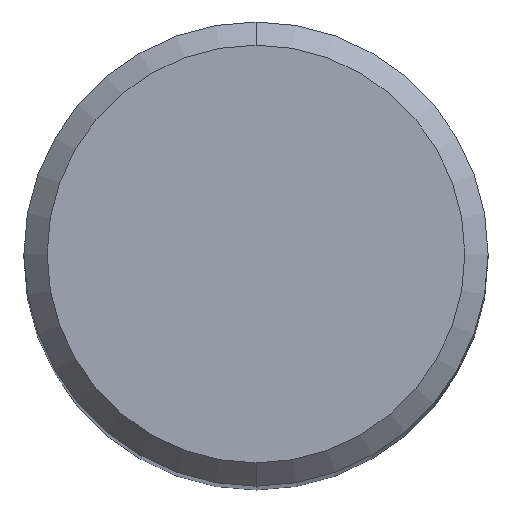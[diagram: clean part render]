
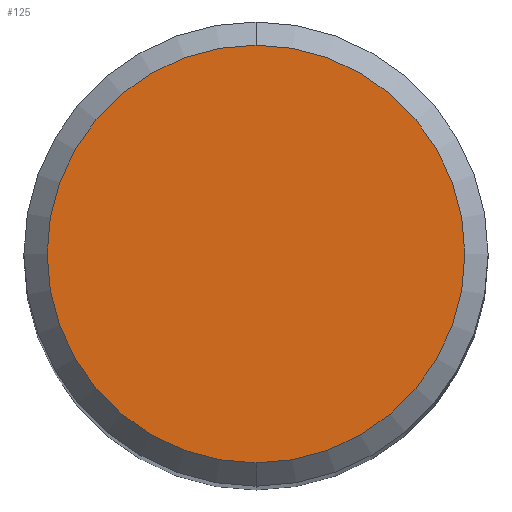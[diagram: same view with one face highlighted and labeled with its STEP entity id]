
A CAD part, top view. The second image highlights one B-rep face of the part: STEP entity #125.
In plain terms, the highlighted planar face has unit normal (0, 0, 1).
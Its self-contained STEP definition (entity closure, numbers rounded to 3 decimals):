
#121=EDGE_CURVE('',#171,#123,#325,.T.);
#123=VERTEX_POINT('',#327);
#125=ADVANCED_FACE('',(#329),#330,.T.);
#171=VERTEX_POINT('',#381);
#211=EDGE_CURVE('',#123,#171,#427,.T.);
#325=CIRCLE('',#543,7.2);
#327=CARTESIAN_POINT('',(0.,-7.2,0.0));
#329=FACE_OUTER_BOUND('',#547,.T.);
#330=PLANE('',#548);
#381=CARTESIAN_POINT('',(0.0,7.2,0.0));
#427=CIRCLE('',#674,7.2);
#543=AXIS2_PLACEMENT_3D('',#818,#819,#820);
#547=EDGE_LOOP('',(#822,#823));
#548=AXIS2_PLACEMENT_3D('',#824,#825,#826);
#674=AXIS2_PLACEMENT_3D('',#945,#946,#947);
#818=CARTESIAN_POINT('',(0.0,0.0,0.0));
#819=DIRECTION('',(0.0,0.0,-1.0));
#820=DIRECTION('',(0.0,1.0,0.0));
#822=ORIENTED_EDGE('',*,*,#121,.F.);
#823=ORIENTED_EDGE('',*,*,#211,.F.);
#824=CARTESIAN_POINT('',(0.0,3.6,0.0));
#825=DIRECTION('',(-0.0,0.0,1.0));
#826=DIRECTION('',(0.0,-1.0,0.0));
#945=CARTESIAN_POINT('',(0.0,0.0,0.0));
#946=DIRECTION('',(0.0,0.0,-1.0));
#947=DIRECTION('',(0.0,1.0,0.0));
